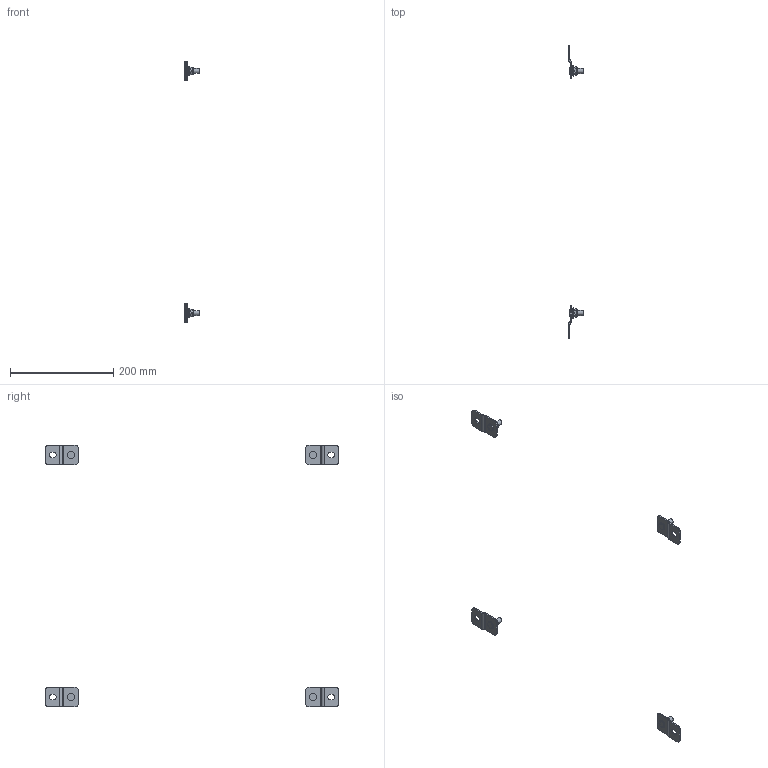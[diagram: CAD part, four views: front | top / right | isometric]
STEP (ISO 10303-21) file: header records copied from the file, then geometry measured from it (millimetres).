
FILE_DESCRIPTION (( 'STEP AP214' ), '1' );
FILE_NAME ('SCE-ELMFK4SS6-OS.STEP', '2021-01-30T16:43:22', ( '' ), ( '' ), 'SwSTEP 2.0', 'SolidWorks 2019', '' );
FILE_SCHEMA (( 'AUTOMOTIVE_DESIGN' ));
Length unit declared in the file: inch
Products named in the file (1): SCE-ELMFK4SS6-OS
Bounding box: 28.57 x 569.34 x 508 mm (x, y, z)
Volume: 36706.9 mm3; surface area: 29534.6 mm2
Topology: 12 solids, 12 shells, 296 faces, 712 edges, 432 vertices
Faces by surface type: bspline 108, plane 92, cylinder 80, cone 16
Full cylindrical faces by diameter (mm): 9.322 x4, 9.474 x4, 9.525 x4, 14.732 x4
Entity records: 18465 total; most frequent: CARTESIAN_POINT 8749, ORIENTED_EDGE 1272, DIRECTION 930, EDGE_CURVE 636, VERTEX_POINT 412, EDGE_LOOP 368, AXIS2_PLACEMENT_3D 361, FACE_OUTER_BOUND 320
